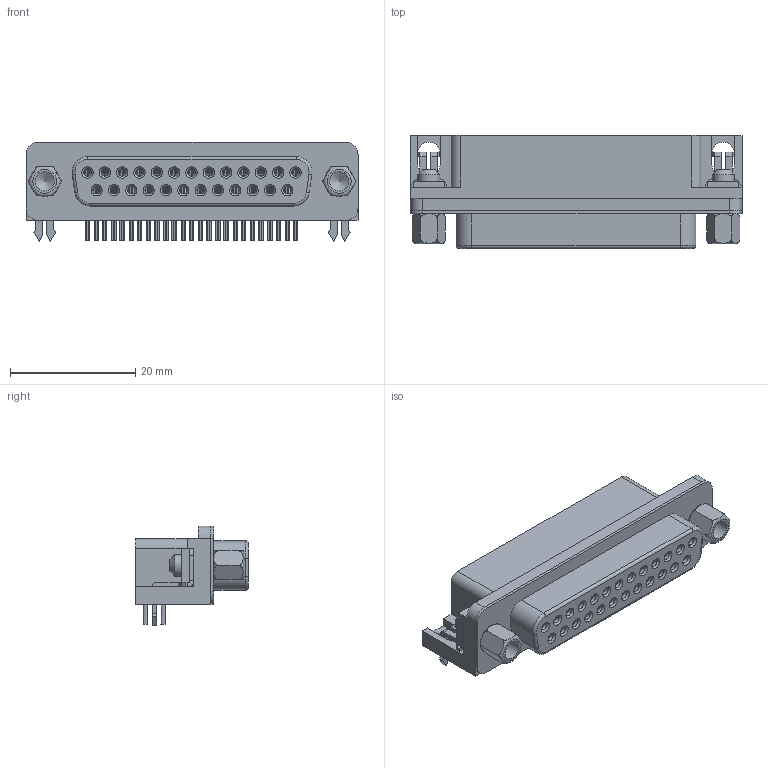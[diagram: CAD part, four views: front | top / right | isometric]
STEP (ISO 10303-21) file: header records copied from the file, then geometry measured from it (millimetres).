
FILE_DESCRIPTION( ( 'Unknown' ), '1' );
FILE_NAME( '618025231121.stp', 'Unknown', ( 'Unknown' ), ( 'Unknown' ), 'PSStep 14.0', 'Unknown', ' ' );
FILE_SCHEMA( ( 'AUTOMOTIVE_DESIGN { 1 0 10303 214 1 1 1 1 }' ) );
Length unit declared in the file: millimetre
Products named in the file (9): Assem1; 6180xx2xxx21_CLIP; 6180xx231221_SERRAGE; 6180xx2xx221_VISSE; 6180xx2xxx21_PIN _COURTE; 6180xx2xxx21_PIN _LONGUE; 6180252xxx21; 6180252xx221_ARRIERE
Assembly tree (34 placements, depth 2):
  Assem1
    6180xx2xxx21_CLIP  x2
    6180xx231221_SERRAGE  x2
    6180xx2xx221_VISSE  x2
    6180xx2xxx21_PIN _COURTE  x12
    6180xx2xxx21_PIN _LONGUE  x13
    6180252xxx21
    6180252xxx21
    6180252xx221_ARRIERE
Bounding box: 53.04 x 18.05 x 15.9 mm (x, y, z)
Volume: 6656 mm3; surface area: 12965.9 mm2
Topology: 34 solids, 34 shells, 2984 faces, 8745 edges, 5855 vertices
Faces by surface type: plane 1990, cylinder 647, bspline 300, cone 35, torus 12
Full cylindrical faces by diameter (mm): 1.2 x25, 3.121 x4, 3.5 x2, 4 x8
Entity records: 36204 total; most frequent: CARTESIAN_POINT 6721, ORIENTED_EDGE 4640, DIRECTION 4316, EDGE_CURVE 2320, LINE 1916, VECTOR 1916, VERTEX_POINT 1537, AXIS2_PLACEMENT_3D 1200
